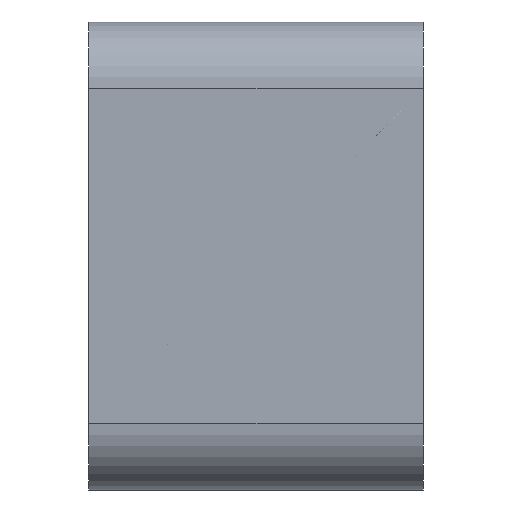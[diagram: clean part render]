
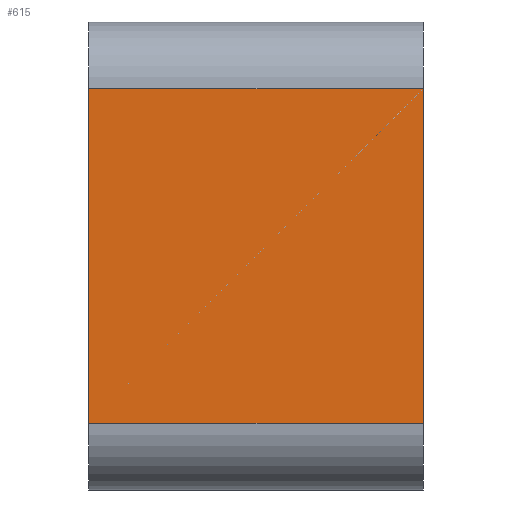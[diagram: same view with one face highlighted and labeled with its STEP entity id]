
A CAD part, left-side view. The second image highlights one B-rep face of the part: STEP entity #615.
In plain terms, the highlighted planar face has unit normal (-1, 0, 0).
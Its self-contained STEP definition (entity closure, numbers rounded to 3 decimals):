
#24 = DIRECTION ( 'NONE',  ( 0., 0., 1. ) ) ;
#69 = PLANE ( 'NONE',  #888 ) ;
#86 = DIRECTION ( 'NONE',  ( 0., 1., 0. ) ) ;
#140 = CARTESIAN_POINT ( 'NONE',  ( -75., 50., 25. ) ) ;
#183 = LINE ( 'NONE', #764, #334 ) ;
#212 = EDGE_CURVE ( 'NONE', #839, #302, #482, .T. ) ;
#213 = CARTESIAN_POINT ( 'NONE',  ( -75., 50., -35. ) ) ;
#221 = LINE ( 'NONE', #381, #678 ) ;
#272 = CARTESIAN_POINT ( 'NONE',  ( -75., 0., -35. ) ) ;
#302 = VERTEX_POINT ( 'NONE', #140 ) ;
#322 = EDGE_LOOP ( 'NONE', ( #359, #589, #942, #976 ) ) ;
#334 = VECTOR ( 'NONE', #972, 1000. ) ;
#336 = CARTESIAN_POINT ( 'NONE',  ( -75., 0., 25. ) ) ;
#352 = VERTEX_POINT ( 'NONE', #407 ) ;
#359 = ORIENTED_EDGE ( 'NONE', *, *, #508, .F. ) ;
#373 = DIRECTION ( 'NONE',  ( 1., 0., 0. ) ) ;
#381 = CARTESIAN_POINT ( 'NONE',  ( -75., 50., -35. ) ) ;
#407 = CARTESIAN_POINT ( 'NONE',  ( -75., 0., -25. ) ) ;
#450 = LINE ( 'NONE', #272, #955 ) ;
#476 = CARTESIAN_POINT ( 'NONE',  ( -75., 50., 25. ) ) ;
#482 = LINE ( 'NONE', #476, #837 ) ;
#508 = EDGE_CURVE ( 'NONE', #925, #302, #221, .T. ) ;
#523 = EDGE_CURVE ( 'NONE', #352, #839, #450, .T. ) ;
#589 = ORIENTED_EDGE ( 'NONE', *, *, #778, .T. ) ;
#615 = ADVANCED_FACE ( 'NONE', ( #1032 ), #69, .F. ) ;
#640 = DIRECTION ( 'NONE',  ( 0., 0., -1. ) ) ;
#678 = VECTOR ( 'NONE', #740, 1000. ) ;
#740 = DIRECTION ( 'NONE',  ( 0., 0., 1. ) ) ;
#764 = CARTESIAN_POINT ( 'NONE',  ( -75., 50., -25. ) ) ;
#778 = EDGE_CURVE ( 'NONE', #925, #352, #183, .T. ) ;
#837 = VECTOR ( 'NONE', #86, 1000. ) ;
#839 = VERTEX_POINT ( 'NONE', #336 ) ;
#879 = CARTESIAN_POINT ( 'NONE',  ( -75., 50., -25. ) ) ;
#888 = AXIS2_PLACEMENT_3D ( 'NONE', #213, #373, #640 ) ;
#925 = VERTEX_POINT ( 'NONE', #879 ) ;
#942 = ORIENTED_EDGE ( 'NONE', *, *, #523, .T. ) ;
#955 = VECTOR ( 'NONE', #24, 1000. ) ;
#972 = DIRECTION ( 'NONE',  ( 0., -1., 0. ) ) ;
#976 = ORIENTED_EDGE ( 'NONE', *, *, #212, .T. ) ;
#1032 = FACE_OUTER_BOUND ( 'NONE', #322, .T. ) ;
